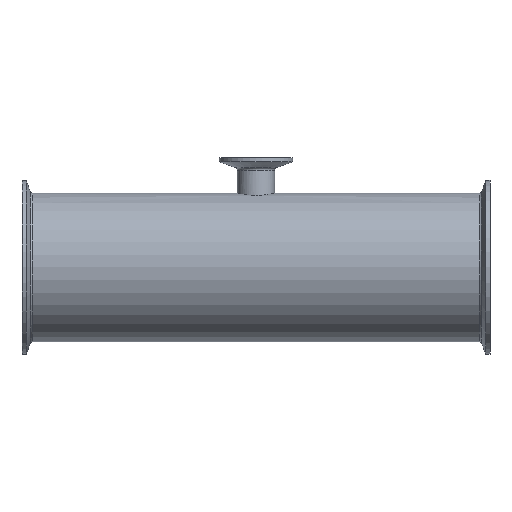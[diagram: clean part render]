
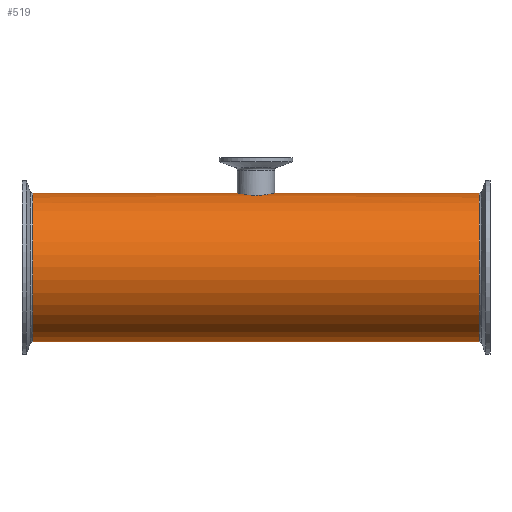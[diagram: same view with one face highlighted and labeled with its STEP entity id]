
A CAD part, front view. The second image highlights one B-rep face of the part: STEP entity #519.
In plain terms, the highlighted cylindrical face has radius 50.8 mm (diameter 101.6 mm), a full revolution.
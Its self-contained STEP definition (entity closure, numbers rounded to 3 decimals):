
#15=B_SPLINE_CURVE_WITH_KNOTS('',3,(#914,#915,#916,#917,#918,#919,#920,
#921,#922,#923),.UNSPECIFIED.,.F.,.F.,(4,2,2,2,4),(0.,0.481,
0.961,1.442,1.922),.UNSPECIFIED.);
#16=B_SPLINE_CURVE_WITH_KNOTS('',3,(#924,#925,#926,#927,#928,#929,#930,
#931,#932,#933,#934,#935,#936,#937,#938,#939,#940,#941,#942,#943,#944,#945,
#946,#947,#948,#949),.UNSPECIFIED.,.F.,.F.,(4,2,2,2,2,2,2,2,2,2,2,2,4),
(1.922,2.403,2.884,3.364,3.845,
4.325,4.806,5.287,5.767,6.248,
6.728,7.209,7.69),.UNSPECIFIED.);
#19=CYLINDRICAL_SURFACE('',#592,50.8);
#28=FACE_BOUND('',#126,.T.);
#43=LINE('',#911,#59);
#59=VECTOR('',#722,50.8);
#89=FACE_OUTER_BOUND('',#125,.T.);
#125=EDGE_LOOP('',(#378,#379,#380,#381,#382,#383));
#126=EDGE_LOOP('',(#384,#385));
#173=CIRCLE('',#588,50.8);
#174=CIRCLE('',#589,50.8);
#176=CIRCLE('',#593,50.8);
#177=CIRCLE('',#594,50.8);
#228=VERTEX_POINT('',#897);
#229=VERTEX_POINT('',#899);
#231=VERTEX_POINT('',#907);
#232=VERTEX_POINT('',#908);
#233=VERTEX_POINT('',#912);
#234=VERTEX_POINT('',#913);
#283=EDGE_CURVE('',#228,#229,#173,.T.);
#284=EDGE_CURVE('',#229,#228,#174,.T.);
#287=EDGE_CURVE('',#231,#232,#176,.T.);
#288=EDGE_CURVE('',#232,#231,#177,.T.);
#289=EDGE_CURVE('',#232,#229,#43,.T.);
#290=EDGE_CURVE('',#233,#234,#15,.T.);
#291=EDGE_CURVE('',#234,#233,#16,.T.);
#378=ORIENTED_EDGE('',*,*,#287,.F.);
#379=ORIENTED_EDGE('',*,*,#288,.F.);
#380=ORIENTED_EDGE('',*,*,#289,.T.);
#381=ORIENTED_EDGE('',*,*,#283,.F.);
#382=ORIENTED_EDGE('',*,*,#284,.F.);
#383=ORIENTED_EDGE('',*,*,#289,.F.);
#384=ORIENTED_EDGE('',*,*,#290,.T.);
#385=ORIENTED_EDGE('',*,*,#291,.T.);
#519=ADVANCED_FACE('',(#89,#28),#19,.T.);
#588=AXIS2_PLACEMENT_3D('',#900,#707,#708);
#589=AXIS2_PLACEMENT_3D('',#901,#709,#710);
#592=AXIS2_PLACEMENT_3D('',#906,#716,#717);
#593=AXIS2_PLACEMENT_3D('',#909,#718,#719);
#594=AXIS2_PLACEMENT_3D('',#910,#720,#721);
#707=DIRECTION('center_axis',(-1.,0.,0.));
#708=DIRECTION('ref_axis',(0.,0.,-1.));
#709=DIRECTION('center_axis',(-1.,0.,0.));
#710=DIRECTION('ref_axis',(0.,0.,-1.));
#716=DIRECTION('center_axis',(1.,0.,0.));
#717=DIRECTION('ref_axis',(0.,1.,0.));
#718=DIRECTION('center_axis',(1.,0.,0.));
#719=DIRECTION('ref_axis',(0.,0.,-1.));
#720=DIRECTION('center_axis',(1.,0.,0.));
#721=DIRECTION('ref_axis',(0.,0.,-1.));
#722=DIRECTION('',(-1.,0.,0.));
#897=CARTESIAN_POINT('',(-152.583,0.,50.8));
#899=CARTESIAN_POINT('',(-152.583,-50.8,0.));
#900=CARTESIAN_POINT('Origin',(-152.583,0.,0.));
#901=CARTESIAN_POINT('Origin',(-152.583,0.,0.));
#906=CARTESIAN_POINT('Origin',(0.,0.,0.));
#907=CARTESIAN_POINT('',(152.583,0.,-50.8));
#908=CARTESIAN_POINT('',(152.583,-50.8,0.));
#909=CARTESIAN_POINT('Origin',(152.583,0.,0.));
#910=CARTESIAN_POINT('Origin',(152.583,0.,0.));
#911=CARTESIAN_POINT('',(0.,-50.8,0.));
#912=CARTESIAN_POINT('',(0.,-12.7,49.187));
#913=CARTESIAN_POINT('',(-12.7,0.,50.8));
#914=CARTESIAN_POINT('Ctrl Pts',(0.,-12.7,49.187));
#915=CARTESIAN_POINT('Ctrl Pts',(-1.602,-12.7,49.187));
#916=CARTESIAN_POINT('Ctrl Pts',(-3.306,-12.378,49.273));
#917=CARTESIAN_POINT('Ctrl Pts',(-6.433,-11.08,49.581));
#918=CARTESIAN_POINT('Ctrl Pts',(-7.856,-10.104,49.798));
#919=CARTESIAN_POINT('Ctrl Pts',(-10.104,-7.857,50.202));
#920=CARTESIAN_POINT('Ctrl Pts',(-11.08,-6.433,50.416));
#921=CARTESIAN_POINT('Ctrl Pts',(-12.378,-3.306,50.717));
#922=CARTESIAN_POINT('Ctrl Pts',(-12.7,-1.602,50.8));
#923=CARTESIAN_POINT('Ctrl Pts',(-12.7,0.,50.8));
#924=CARTESIAN_POINT('Ctrl Pts',(-12.7,0.,50.8));
#925=CARTESIAN_POINT('Ctrl Pts',(-12.7,1.602,50.8));
#926=CARTESIAN_POINT('Ctrl Pts',(-12.378,3.306,50.717));
#927=CARTESIAN_POINT('Ctrl Pts',(-11.08,6.433,50.416));
#928=CARTESIAN_POINT('Ctrl Pts',(-10.104,7.857,50.202));
#929=CARTESIAN_POINT('Ctrl Pts',(-7.856,10.104,49.798));
#930=CARTESIAN_POINT('Ctrl Pts',(-6.433,11.08,49.581));
#931=CARTESIAN_POINT('Ctrl Pts',(-3.306,12.378,49.273));
#932=CARTESIAN_POINT('Ctrl Pts',(-1.602,12.7,49.187));
#933=CARTESIAN_POINT('Ctrl Pts',(1.602,12.7,49.187));
#934=CARTESIAN_POINT('Ctrl Pts',(3.306,12.378,49.273));
#935=CARTESIAN_POINT('Ctrl Pts',(6.433,11.08,49.581));
#936=CARTESIAN_POINT('Ctrl Pts',(7.856,10.104,49.798));
#937=CARTESIAN_POINT('Ctrl Pts',(10.104,7.857,50.202));
#938=CARTESIAN_POINT('Ctrl Pts',(11.08,6.433,50.416));
#939=CARTESIAN_POINT('Ctrl Pts',(12.378,3.306,50.717));
#940=CARTESIAN_POINT('Ctrl Pts',(12.7,1.602,50.8));
#941=CARTESIAN_POINT('Ctrl Pts',(12.7,-1.602,50.8));
#942=CARTESIAN_POINT('Ctrl Pts',(12.378,-3.306,50.717));
#943=CARTESIAN_POINT('Ctrl Pts',(11.08,-6.433,50.416));
#944=CARTESIAN_POINT('Ctrl Pts',(10.104,-7.857,50.202));
#945=CARTESIAN_POINT('Ctrl Pts',(7.856,-10.104,49.798));
#946=CARTESIAN_POINT('Ctrl Pts',(6.433,-11.08,49.581));
#947=CARTESIAN_POINT('Ctrl Pts',(3.306,-12.378,49.273));
#948=CARTESIAN_POINT('Ctrl Pts',(1.602,-12.7,49.187));
#949=CARTESIAN_POINT('Ctrl Pts',(0.,-12.7,49.187));
